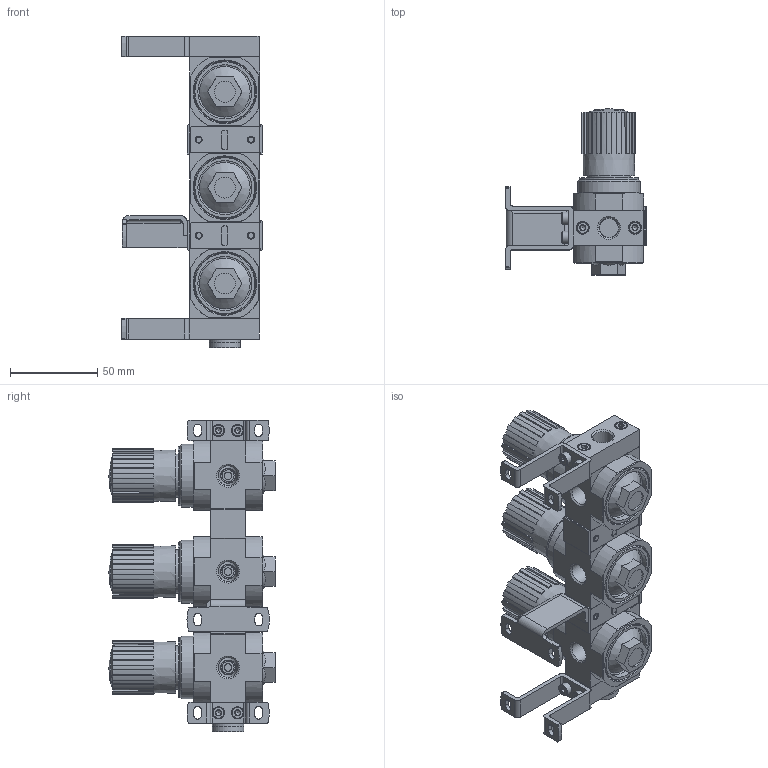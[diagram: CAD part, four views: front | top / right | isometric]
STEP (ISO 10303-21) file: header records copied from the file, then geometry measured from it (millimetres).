
FILE_DESCRIPTION(/* description */ ('STEP AP214'),/* implementation_level */ '2;1');
FILE_NAME(/* name */ '528968_LRB-1_4-D-7-O-K3-MINI',/* time_stamp */ '2024-09-04T22:18:12+02:00',/* author */ ('License CC BY-ND 4.0'),/* organization */ ('CADENAS'),/* preprocessor_version */ 'ST-DEVELOPER v19.3',/* originating_system */ 'PARTsolutions',/* authorisation */ ' ');
FILE_SCHEMA (('AUTOMOTIVE_DESIGN {1 0 10303 214 3 1 1}'));
Length unit declared in the file: millimetre
Products named in the file (15): 528968 LRB-1/4-D-7-O-K3-MINI---(0); 528968 LRB-1/4-D-7-O-K3-MINI---(0-Geh); 525033 LRBAS-1/4-D-MINI---(p); 525029 HRB-D-MINI---(p); DIN-912 - M4x8(F); 2224 O-1/4; DIN-908 G1/4A; DIN-912 - M4x14(F); 373845 LR-MINI; 529022 HRBC-D-MINIo; 529022 HRBC-D-MINIu; 680968 HRBC-D-MINI---(s); 525031 HRBK-D-MINI---(p); Senkschraube DIN 7991 M4x20; DIN-912 - M4x16(F)
Assembly tree (37 placements, depth 2):
  528968 LRB-1/4-D-7-O-K3-MINI---(0)
    528968 LRB-1/4-D-7-O-K3-MINI---(0-Geh)  x3
    525033 LRBAS-1/4-D-MINI---(p)  x2
    525029 HRB-D-MINI---(p)  x2
    DIN-912 - M4x8(F)  x4
    2224 O-1/4
    DIN-908 G1/4A
    DIN-912 - M4x14(F)  x4
    373845 LR-MINI  x3
    529022 HRBC-D-MINIo  x2
    529022 HRBC-D-MINIu  x2
    680968 HRBC-D-MINI---(s)  x8
    525031 HRBK-D-MINI---(p)
    Senkschraube DIN 7991 M4x20  x2
    DIN-912 - M4x16(F)  x2
Bounding box: 80.7 x 95.4 x 179 mm (x, y, z)
Volume: 320206.9 mm3; surface area: 100650.4 mm2
Topology: 37 solids, 37 shells, 1585 faces, 3826 edges, 2416 vertices
Faces by surface type: plane 870, cylinder 387, cone 261, torus 52, sphere 15
Full cylindrical faces by diameter (mm): 3.242 x20, 3.5 x8, 4 x20, 4.3 x17, 6.9 x3, 7 x10, 7.4 x4, 7.5 x4, 7.9 x1, 8 x2, 8.2 x3, 8.566 x3, 9 x16, 9.728 x3, 11 x5, 11.445 x5, 12 x3, 12.2 x3, 13.157 x1, 13.2 x1, 15.7 x2, 15.8 x3, 18 x2, 24.9 x3, 26.9 x3, 31 x3, 33.9 x3, 36 x3
Entity records: 20046 total; most frequent: CARTESIAN_POINT 3458, DIRECTION 3232, ORIENTED_EDGE 2836, EDGE_CURVE 1418, AXIS2_PLACEMENT_3D 1244, VERTEX_POINT 985, FACE_BOUND 839, EDGE_LOOP 830
